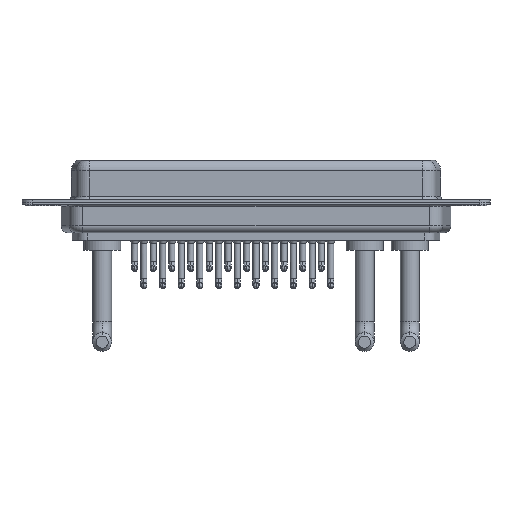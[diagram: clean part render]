
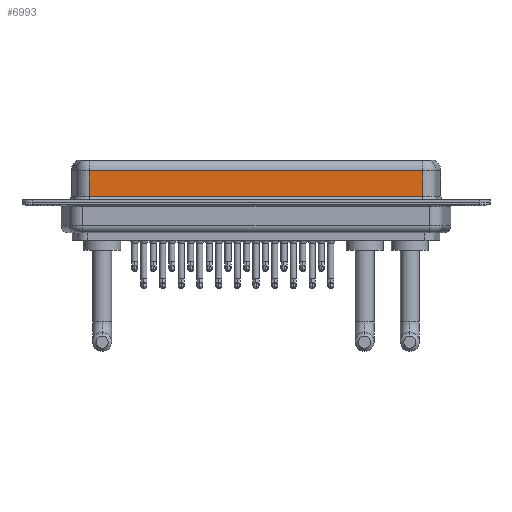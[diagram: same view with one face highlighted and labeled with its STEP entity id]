
A CAD part, front view. The second image highlights one B-rep face of the part: STEP entity #6993.
In plain terms, the highlighted planar face has unit normal (0, -1, 0).
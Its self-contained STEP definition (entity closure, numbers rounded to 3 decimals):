
#2128 = ORIENTED_EDGE ( 'NONE', *, *, #7540, .T. ) ;
#2240 = VERTEX_POINT ( 'NONE', #5828 ) ;
#2418 = EDGE_CURVE ( 'NONE', #19368, #2240, #6582, .T. ) ;
#2842 = VERTEX_POINT ( 'NONE', #2976 ) ;
#2976 = CARTESIAN_POINT ( 'NONE',  ( 7.038, -3.95, 0.9 ) ) ;
#3746 = DIRECTION ( 'NONE',  ( -1., 0., 0. ) ) ;
#4716 = CARTESIAN_POINT ( 'NONE',  ( 56.462, -3.95, 6.4 ) ) ;
#4790 = DIRECTION ( 'NONE',  ( 0., 0., -1. ) ) ;
#4841 = AXIS2_PLACEMENT_3D ( 'NONE', #4716, #11079, #6184 ) ;
#4986 = CARTESIAN_POINT ( 'NONE',  ( 56.462, -3.95, 4.65 ) ) ;
#5262 = DIRECTION ( 'NONE',  ( 1., 0., 0. ) ) ;
#5635 = VECTOR ( 'NONE', #5262, 1000. ) ;
#5828 = CARTESIAN_POINT ( 'NONE',  ( 56.462, -3.95, 0.9 ) ) ;
#6184 = DIRECTION ( 'NONE',  ( 0., 0., 1. ) ) ;
#6281 = VECTOR ( 'NONE', #3746, 1000. ) ;
#6404 = FACE_OUTER_BOUND ( 'NONE', #7763, .T. ) ;
#6477 = EDGE_CURVE ( 'NONE', #9068, #2842, #21663, .T. ) ;
#6582 = LINE ( 'NONE', #11174, #21965 ) ;
#6993 = ADVANCED_FACE ( 'NONE', ( #6404 ), #16210, .F. ) ;
#7540 = EDGE_CURVE ( 'NONE', #19368, #9068, #13767, .T. ) ;
#7763 = EDGE_LOOP ( 'NONE', ( #10956, #2128, #9754, #12524 ) ) ;
#8513 = CARTESIAN_POINT ( 'NONE',  ( 56.462, -3.95, 4.65 ) ) ;
#9068 = VERTEX_POINT ( 'NONE', #20940 ) ;
#9754 = ORIENTED_EDGE ( 'NONE', *, *, #6477, .T. ) ;
#9785 = EDGE_CURVE ( 'NONE', #2842, #2240, #20540, .T. ) ;
#10956 = ORIENTED_EDGE ( 'NONE', *, *, #2418, .F. ) ;
#11079 = DIRECTION ( 'NONE',  ( 0., 1., 0. ) ) ;
#11174 = CARTESIAN_POINT ( 'NONE',  ( 56.462, -3.95, 6.4 ) ) ;
#12524 = ORIENTED_EDGE ( 'NONE', *, *, #9785, .T. ) ;
#12761 = CARTESIAN_POINT ( 'NONE',  ( 7.038, -3.95, 6.4 ) ) ;
#13767 = LINE ( 'NONE', #4986, #6281 ) ;
#13831 = CARTESIAN_POINT ( 'NONE',  ( 56.462, -3.95, 0.9 ) ) ;
#16210 = PLANE ( 'NONE',  #4841 ) ;
#18845 = VECTOR ( 'NONE', #19570, 1000. ) ;
#19368 = VERTEX_POINT ( 'NONE', #8513 ) ;
#19570 = DIRECTION ( 'NONE',  ( 0., 0., -1. ) ) ;
#20540 = LINE ( 'NONE', #13831, #5635 ) ;
#20940 = CARTESIAN_POINT ( 'NONE',  ( 7.038, -3.95, 4.65 ) ) ;
#21663 = LINE ( 'NONE', #12761, #18845 ) ;
#21965 = VECTOR ( 'NONE', #4790, 1000. ) ;
